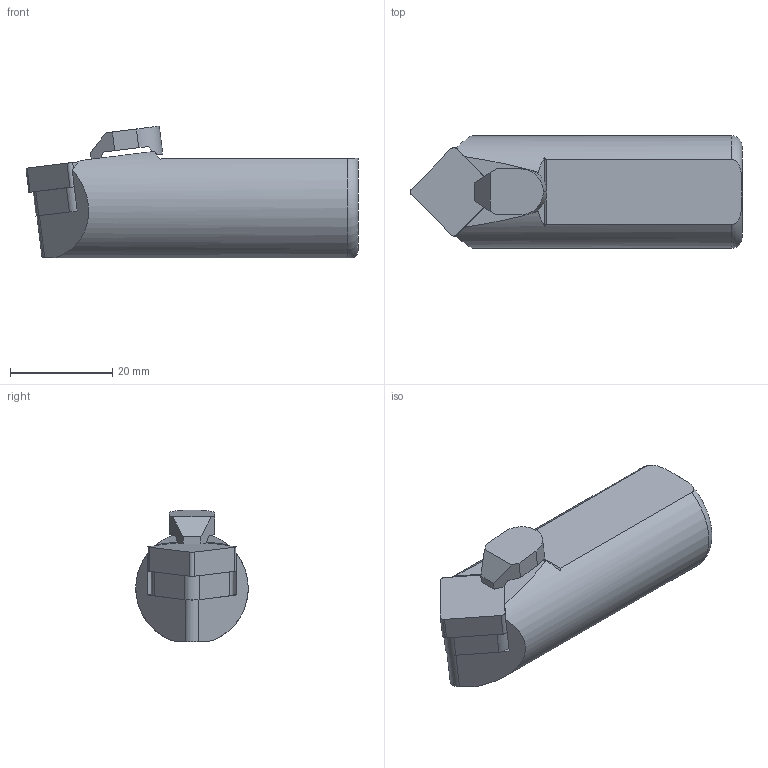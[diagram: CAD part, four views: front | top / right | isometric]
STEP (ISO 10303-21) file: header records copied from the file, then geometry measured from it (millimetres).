
FILE_DESCRIPTION(/* description */ (''),/* implementation_level */ '2;1');
FILE_NAME(/* name */ 'S22D-PSDNN-12C.stp',/* time_stamp */ '2023-10-27T14:50:16+03:00',/* author */ (''),/* organization */ (''),/* preprocessor_version */ 'ST-DEVELOPER v19.4',/* originating_system */ 'SIEMENS PLM Software NX2306.3001',/* authorisation */ '');
FILE_SCHEMA (('AP203_CONFIGURATION_CONTROLLED_3D_DESIGN_OF_MECHANICAL_PARTS_AND_ASSEMBLIES_MIM_LF { 1 0 10303 403 2 1 2}'));
Length unit declared in the file: millimetre
Products named in the file (1): model1
Bounding box: 65 x 21.99 x 25.78 mm (x, y, z)
Volume: 21636.8 mm3; surface area: 5651.2 mm2
Topology: 2 solids, 2 shells, 49 faces, 132 edges, 87 vertices
Faces by surface type: plane 35, cylinder 13, torus 1
Entity records: 1722 total; most frequent: CARTESIAN_POINT 296, DIRECTION 274, ORIENTED_EDGE 264, EDGE_CURVE 132, AXIS2_PLACEMENT_3D 95, VERTEX_POINT 87, LINE 84, VECTOR 84
